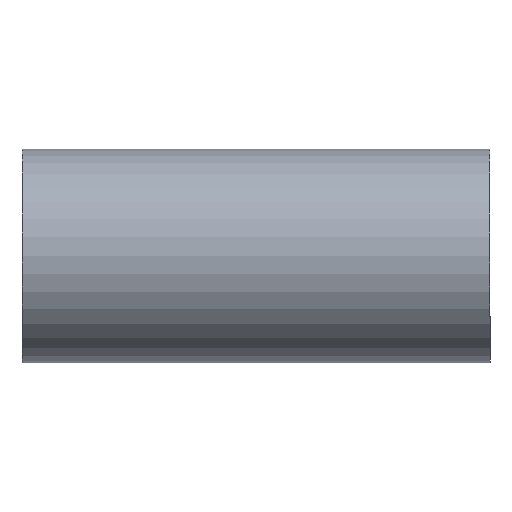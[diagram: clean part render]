
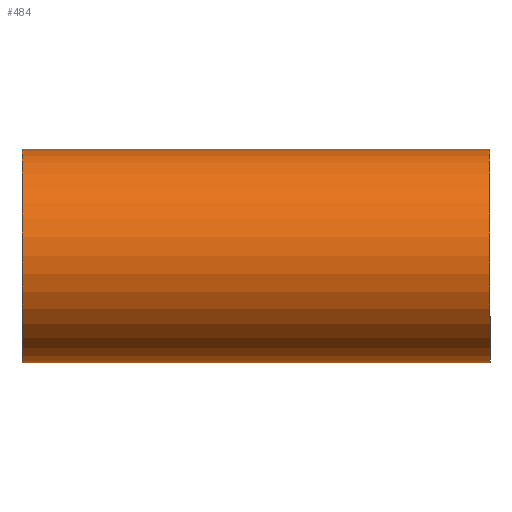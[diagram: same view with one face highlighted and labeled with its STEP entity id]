
A CAD part, top view. The second image highlights one B-rep face of the part: STEP entity #484.
In plain terms, the highlighted cylindrical face has radius 19.05 mm (diameter 38.1 mm), a partial arc.
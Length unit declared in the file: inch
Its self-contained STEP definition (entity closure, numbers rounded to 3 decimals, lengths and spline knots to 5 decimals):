
#27 = AXIS2_PLACEMENT_3D ( 'NONE', #496, #504, #444 ) ;
#44 = DIRECTION ( 'NONE',  ( 0., 1., 0. ) ) ;
#51 = EDGE_CURVE ( 'NONE', #654, #234, #358, .T. ) ;
#97 = EDGE_LOOP ( 'NONE', ( #611, #212, #299, #416 ) ) ;
#99 = CARTESIAN_POINT ( 'NONE',  ( 0., -0.75, 0. ) ) ;
#103 = EDGE_CURVE ( 'NONE', #626, #654, #297, .T. ) ;
#127 = AXIS2_PLACEMENT_3D ( 'NONE', #391, #377, #328 ) ;
#176 = CARTESIAN_POINT ( 'NONE',  ( 0., -0.75, 0. ) ) ;
#212 = ORIENTED_EDGE ( 'NONE', *, *, #555, .T. ) ;
#217 = LINE ( 'NONE', #176, #573 ) ;
#234 = VERTEX_POINT ( 'NONE', #99 ) ;
#246 = AXIS2_PLACEMENT_3D ( 'NONE', #445, #304, #44 ) ;
#270 = EDGE_CURVE ( 'NONE', #626, #600, #599, .T. ) ;
#297 = LINE ( 'NONE', #406, #554 ) ;
#299 = ORIENTED_EDGE ( 'NONE', *, *, #51, .F. ) ;
#300 = FACE_OUTER_BOUND ( 'NONE', #97, .T. ) ;
#304 = DIRECTION ( 'NONE',  ( 1., 0., 0. ) ) ;
#321 = CARTESIAN_POINT ( 'NONE',  ( -3.2874, 0.75, 0. ) ) ;
#328 = DIRECTION ( 'NONE',  ( 0., 1., 0. ) ) ;
#350 = CYLINDRICAL_SURFACE ( 'NONE', #27, 0.75 ) ;
#358 = CIRCLE ( 'NONE', #246, 0.75 ) ;
#377 = DIRECTION ( 'NONE',  ( 1., 0., 0. ) ) ;
#391 = CARTESIAN_POINT ( 'NONE',  ( -3.2874, 0., 0. ) ) ;
#406 = CARTESIAN_POINT ( 'NONE',  ( 0., 0.75, 0. ) ) ;
#416 = ORIENTED_EDGE ( 'NONE', *, *, #103, .F. ) ;
#444 = DIRECTION ( 'NONE',  ( 0., 1., 0. ) ) ;
#445 = CARTESIAN_POINT ( 'NONE',  ( 0., 0., 0. ) ) ;
#472 = CARTESIAN_POINT ( 'NONE',  ( -3.2874, -0.75, 0. ) ) ;
#484 = ADVANCED_FACE ( 'NONE', ( #300 ), #350, .T. ) ;
#496 = CARTESIAN_POINT ( 'NONE',  ( 0., 0., 0. ) ) ;
#500 = DIRECTION ( 'NONE',  ( 1., 0., 0. ) ) ;
#504 = DIRECTION ( 'NONE',  ( 1., 0., 0. ) ) ;
#554 = VECTOR ( 'NONE', #500, 39.37008 ) ;
#555 = EDGE_CURVE ( 'NONE', #600, #234, #217, .T. ) ;
#570 = CARTESIAN_POINT ( 'NONE',  ( 0., 0.75, 0. ) ) ;
#573 = VECTOR ( 'NONE', #627, 39.37008 ) ;
#599 = CIRCLE ( 'NONE', #127, 0.75 ) ;
#600 = VERTEX_POINT ( 'NONE', #472 ) ;
#611 = ORIENTED_EDGE ( 'NONE', *, *, #270, .T. ) ;
#626 = VERTEX_POINT ( 'NONE', #321 ) ;
#627 = DIRECTION ( 'NONE',  ( 1., 0., 0. ) ) ;
#654 = VERTEX_POINT ( 'NONE', #570 ) ;
